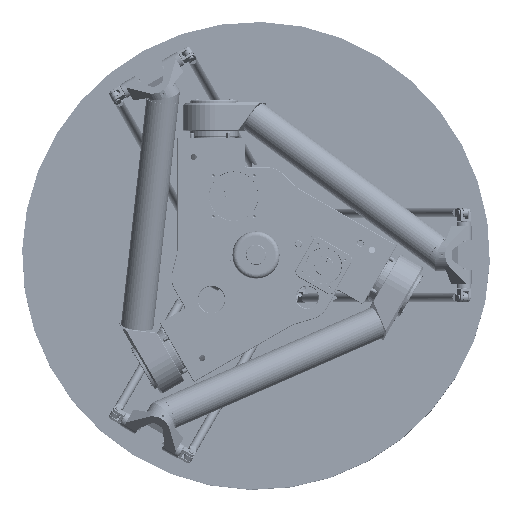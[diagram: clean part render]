
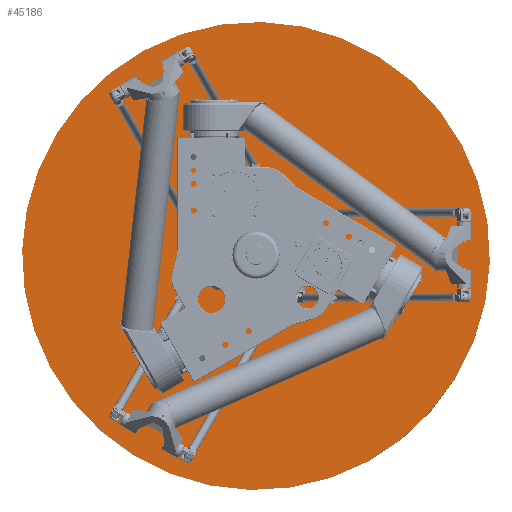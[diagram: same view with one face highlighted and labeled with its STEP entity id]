
A CAD part, top view. The second image highlights one B-rep face of the part: STEP entity #45186.
In plain terms, the highlighted face is planar.
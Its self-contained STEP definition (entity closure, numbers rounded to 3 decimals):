
#6665=CIRCLE('',#50210,525.);
#9803=FACE_OUTER_BOUND('',#13747,.T.);
#13747=EDGE_LOOP('',(#41003));
#24039=VERTEX_POINT('',#86095);
#29689=EDGE_CURVE('',#24039,#24039,#6665,.T.);
#41003=ORIENTED_EDGE('',*,*,#29689,.T.);
#42390=PLANE('',#50211);
#45186=ADVANCED_FACE('',(#9803),#42390,.T.);
#50210=AXIS2_PLACEMENT_3D('',#86096,#62667,#62668);
#50211=AXIS2_PLACEMENT_3D('',#86097,#62669,#62670);
#62667=DIRECTION('center_axis',(0.,1.,0.));
#62668=DIRECTION('ref_axis',(1.,0.,0.));
#62669=DIRECTION('center_axis',(0.,1.,0.));
#62670=DIRECTION('ref_axis',(0.,0.,1.));
#86095=CARTESIAN_POINT('',(-525.,0.,0.));
#86096=CARTESIAN_POINT('Origin',(0.,0.,
0.));
#86097=CARTESIAN_POINT('Origin',(0.,0.,0.));
